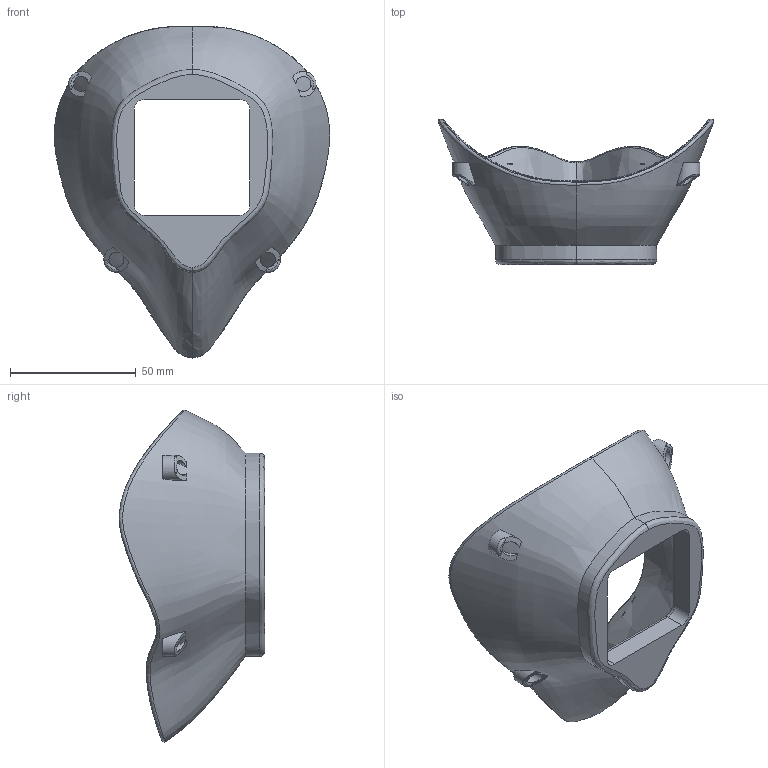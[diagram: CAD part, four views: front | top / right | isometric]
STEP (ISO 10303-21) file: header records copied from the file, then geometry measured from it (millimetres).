
FILE_DESCRIPTION(/* description */ (''),/* implementation_level */ '2;1');
FILE_NAME(/* name */ 'MontanaMask_v1.step',/* time_stamp */ '2020-08-20T11:19:09-04:00',/* author */ (''),/* organization */ (''),/* preprocessor_version */ 'ST-DEVELOPER v18.1',/* originating_system */ 'Autodesk Translation Framework v9.3.0.1241',/* authorisation */ '');
FILE_SCHEMA (('AUTOMOTIVE_DESIGN { 1 0 10303 214 3 1 1 }'));
Length unit declared in the file: millimetre
Products named in the file (1): (Unsaved)
Bounding box: 109.5 x 57.86 x 132.04 mm (x, y, z)
Volume: 48455.8 mm3; surface area: 33774.8 mm2
Topology: 1 solids, 1 shells, 96 faces, 285 edges, 199 vertices
Faces by surface type: cylinder 32, bspline 29, plane 23, torus 12
Entity records: 16614 total; most frequent: CARTESIAN_POINT 14370, ORIENTED_EDGE 570, DIRECTION 300, EDGE_CURVE 285, VERTEX_POINT 199, B_SPLINE_CURVE_WITH_KNOTS 172, AXIS2_PLACEMENT_3D 131, EDGE_LOOP 114
